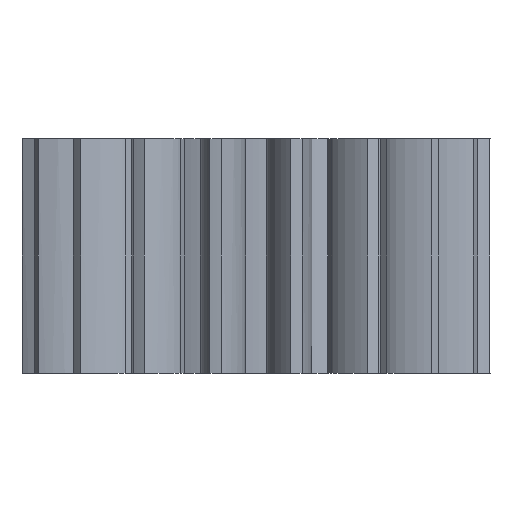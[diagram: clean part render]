
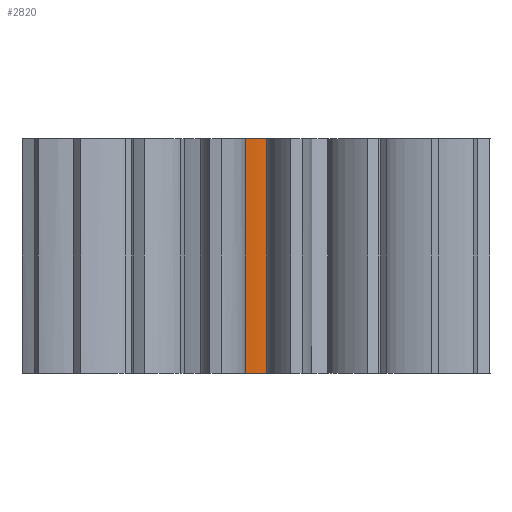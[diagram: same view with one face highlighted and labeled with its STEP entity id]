
A CAD part, front view. The second image highlights one B-rep face of the part: STEP entity #2820.
In plain terms, the highlighted cylindrical face has radius 13.95 mm (diameter 27.9 mm), a partial arc.
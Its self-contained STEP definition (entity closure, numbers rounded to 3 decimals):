
#62=CYLINDRICAL_SURFACE('',#3059,13.95);
#355=FACE_OUTER_BOUND('',#512,.T.);
#512=EDGE_LOOP('',(#2329,#2330,#2331,#2332));
#733=LINE('',#26558,#954);
#734=LINE('',#26561,#955);
#954=VECTOR('',#3478,10.);
#955=VECTOR('',#3483,10.);
#1074=CIRCLE('',#2956,13.95);
#1135=CIRCLE('',#3020,13.95);
#1172=VERTEX_POINT('',#5333);
#1173=VERTEX_POINT('',#5335);
#1407=VERTEX_POINT('',#20482);
#1408=VERTEX_POINT('',#20484);
#1469=EDGE_CURVE('',#1173,#1172,#1074,.T.);
#1706=EDGE_CURVE('',#1407,#1408,#1135,.T.);
#1775=EDGE_CURVE('',#1172,#1408,#733,.T.);
#1776=EDGE_CURVE('',#1407,#1173,#734,.T.);
#2329=ORIENTED_EDGE('',*,*,#1775,.T.);
#2330=ORIENTED_EDGE('',*,*,#1706,.F.);
#2331=ORIENTED_EDGE('',*,*,#1776,.T.);
#2332=ORIENTED_EDGE('',*,*,#1469,.T.);
#2820=ADVANCED_FACE('',(#355),#62,.T.);
#2956=AXIS2_PLACEMENT_3D('',#5336,#3172,#3173);
#3020=AXIS2_PLACEMENT_3D('',#20485,#3360,#3361);
#3059=AXIS2_PLACEMENT_3D('',#26560,#3481,#3482);
#3172=DIRECTION('center_axis',(0.,0.,1.));
#3173=DIRECTION('ref_axis',(1.,0.,0.));
#3360=DIRECTION('center_axis',(0.,0.,1.));
#3361=DIRECTION('ref_axis',(1.,0.,0.));
#3478=DIRECTION('',(0.,0.,1.));
#3481=DIRECTION('center_axis',(0.,0.,1.));
#3482=DIRECTION('ref_axis',(1.,0.,0.));
#3483=DIRECTION('',(0.,0.,-1.));
#5333=CARTESIAN_POINT('',(0.799,-13.927,0.));
#5335=CARTESIAN_POINT('',(-0.799,-13.927,0.));
#5336=CARTESIAN_POINT('Origin',(0.,0.,0.));
#20482=CARTESIAN_POINT('',(-0.799,-13.927,18.));
#20484=CARTESIAN_POINT('',(0.799,-13.927,18.));
#20485=CARTESIAN_POINT('Origin',(0.,0.,18.));
#26558=CARTESIAN_POINT('',(0.799,-13.927,0.));
#26560=CARTESIAN_POINT('Origin',(0.,0.,0.));
#26561=CARTESIAN_POINT('',(-0.799,-13.927,0.));
